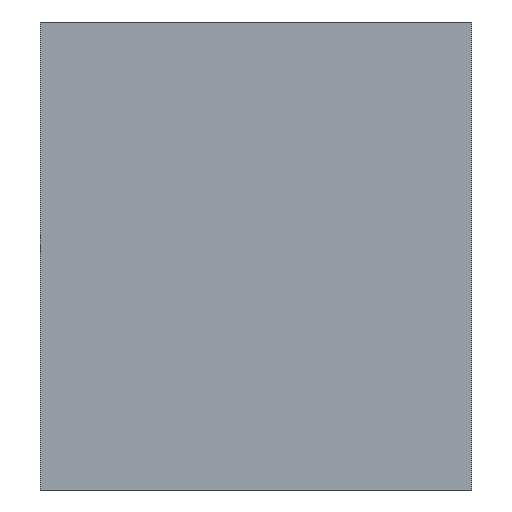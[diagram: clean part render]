
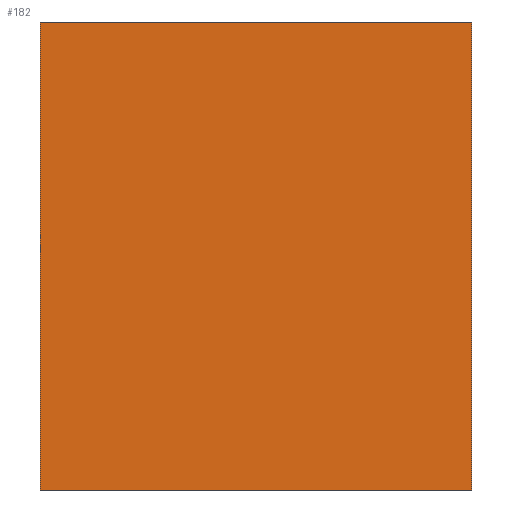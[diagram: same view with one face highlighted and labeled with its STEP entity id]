
A CAD part, front view. The second image highlights one B-rep face of the part: STEP entity #182.
In plain terms, the highlighted planar face has unit normal (0, -1, 0).
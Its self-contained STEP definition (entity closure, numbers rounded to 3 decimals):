
#13 = FACE_OUTER_BOUND ( 'NONE', #93, .T. ) ;
#22 = CARTESIAN_POINT ( 'NONE',  ( 100., -12.627, 59.665 ) ) ;
#42 = VERTEX_POINT ( 'NONE', #22 ) ;
#55 = LINE ( 'NONE', #242, #250 ) ;
#59 = EDGE_CURVE ( 'NONE', #208, #77, #213, .T. ) ;
#70 = DIRECTION ( 'NONE',  ( 0., 0., -1. ) ) ;
#76 = VECTOR ( 'NONE', #133, 1000. ) ;
#77 = VERTEX_POINT ( 'NONE', #167 ) ;
#88 = DIRECTION ( 'NONE',  ( -1., 0., 0. ) ) ;
#90 = EDGE_CURVE ( 'NONE', #42, #208, #55, .T. ) ;
#93 = EDGE_LOOP ( 'NONE', ( #262, #105, #279, #404 ) ) ;
#105 = ORIENTED_EDGE ( 'NONE', *, *, #59, .F. ) ;
#109 = CARTESIAN_POINT ( 'NONE',  ( 0., -12.627, 59.665 ) ) ;
#113 = LINE ( 'NONE', #219, #302 ) ;
#122 = DIRECTION ( 'NONE',  ( 0., 0., -1. ) ) ;
#133 = DIRECTION ( 'NONE',  ( -1., 0., 0. ) ) ;
#162 = VERTEX_POINT ( 'NONE', #109 ) ;
#167 = CARTESIAN_POINT ( 'NONE',  ( 0., -12.627, -48.842 ) ) ;
#175 = DIRECTION ( 'NONE',  ( 0., 1., 0. ) ) ;
#182 = ADVANCED_FACE ( 'NONE', ( #13 ), #353, .F. ) ;
#189 = AXIS2_PLACEMENT_3D ( 'NONE', #284, #175, #415 ) ;
#199 = CARTESIAN_POINT ( 'NONE',  ( 100., -12.627, -48.842 ) ) ;
#208 = VERTEX_POINT ( 'NONE', #352 ) ;
#213 = LINE ( 'NONE', #199, #76 ) ;
#219 = CARTESIAN_POINT ( 'NONE',  ( 100., -12.627, 59.665 ) ) ;
#222 = CARTESIAN_POINT ( 'NONE',  ( 0., -12.627, 59.665 ) ) ;
#242 = CARTESIAN_POINT ( 'NONE',  ( 100., -12.627, 59.665 ) ) ;
#247 = EDGE_CURVE ( 'NONE', #162, #77, #433, .T. ) ;
#250 = VECTOR ( 'NONE', #70, 1000. ) ;
#262 = ORIENTED_EDGE ( 'NONE', *, *, #247, .T. ) ;
#267 = EDGE_CURVE ( 'NONE', #42, #162, #113, .T. ) ;
#279 = ORIENTED_EDGE ( 'NONE', *, *, #90, .F. ) ;
#284 = CARTESIAN_POINT ( 'NONE',  ( 100., -12.627, 59.665 ) ) ;
#302 = VECTOR ( 'NONE', #88, 1000. ) ;
#336 = VECTOR ( 'NONE', #122, 1000. ) ;
#352 = CARTESIAN_POINT ( 'NONE',  ( 100., -12.627, -48.842 ) ) ;
#353 = PLANE ( 'NONE',  #189 ) ;
#404 = ORIENTED_EDGE ( 'NONE', *, *, #267, .T. ) ;
#415 = DIRECTION ( 'NONE',  ( 0., 0., 1. ) ) ;
#433 = LINE ( 'NONE', #222, #336 ) ;
